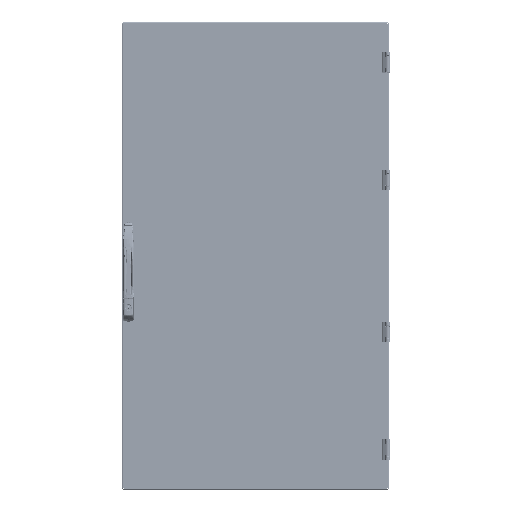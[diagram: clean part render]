
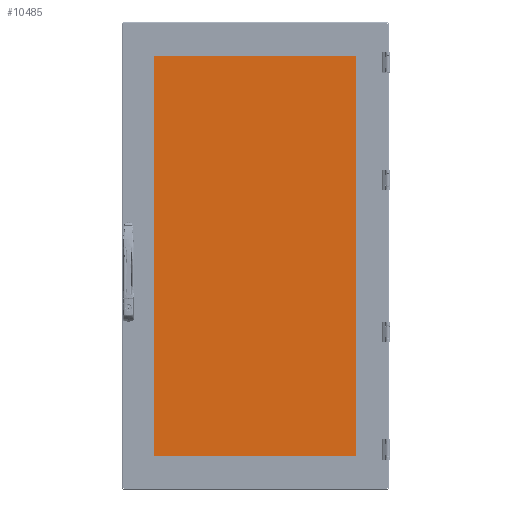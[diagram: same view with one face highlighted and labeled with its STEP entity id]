
A CAD part, top view. The second image highlights one B-rep face of the part: STEP entity #10485.
In plain terms, the highlighted planar face has unit normal (0, 0, 1).
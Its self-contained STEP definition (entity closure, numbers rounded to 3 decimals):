
#4599 = EDGE_LOOP ( 'NONE', ( #35804, #24160, #27297, #49165 ) ) ;
#5527 = DIRECTION ( 'NONE',  ( -1., 0., 0. ) ) ;
#6583 = VECTOR ( 'NONE', #55997, 1000. ) ;
#10485 = ADVANCED_FACE ( 'NONE', ( #74472 ), #52547, .F. ) ;
#14417 = VECTOR ( 'NONE', #58423, 1000. ) ;
#15163 = LINE ( 'NONE', #28925, #23459 ) ;
#15226 = CARTESIAN_POINT ( 'NONE',  ( 323.25, -611.05, 4. ) ) ;
#17332 = DIRECTION ( 'NONE',  ( 0., 0., -1. ) ) ;
#18402 = CARTESIAN_POINT ( 'NONE',  ( 323.25, -611.05, 4. ) ) ;
#23459 = VECTOR ( 'NONE', #29812, 1000. ) ;
#24160 = ORIENTED_EDGE ( 'NONE', *, *, #49530, .T. ) ;
#26010 = EDGE_CURVE ( 'NONE', #79457, #33215, #77887, .T. ) ;
#27297 = ORIENTED_EDGE ( 'NONE', *, *, #36808, .T. ) ;
#27972 = LINE ( 'NONE', #70018, #34413 ) ;
#28925 = CARTESIAN_POINT ( 'NONE',  ( -323.25, -611.05, 4. ) ) ;
#29812 = DIRECTION ( 'NONE',  ( 1., 0., 0. ) ) ;
#33215 = VERTEX_POINT ( 'NONE', #49969 ) ;
#34413 = VECTOR ( 'NONE', #5527, 1000. ) ;
#35804 = ORIENTED_EDGE ( 'NONE', *, *, #26010, .T. ) ;
#36808 = EDGE_CURVE ( 'NONE', #63228, #72913, #72122, .T. ) ;
#38804 = AXIS2_PLACEMENT_3D ( 'NONE', #53451, #17332, #81767 ) ;
#49165 = ORIENTED_EDGE ( 'NONE', *, *, #60746, .T. ) ;
#49530 = EDGE_CURVE ( 'NONE', #33215, #63228, #27972, .T. ) ;
#49969 = CARTESIAN_POINT ( 'NONE',  ( 323.25, 611.05, 4. ) ) ;
#51538 = CARTESIAN_POINT ( 'NONE',  ( -323.25, -611.05, 4. ) ) ;
#52547 = PLANE ( 'NONE',  #38804 ) ;
#52648 = CARTESIAN_POINT ( 'NONE',  ( -323.25, -611.05, 4. ) ) ;
#53451 = CARTESIAN_POINT ( 'NONE',  ( 0., 0., 4. ) ) ;
#55997 = DIRECTION ( 'NONE',  ( 0., 1., 0. ) ) ;
#58423 = DIRECTION ( 'NONE',  ( 0., -1., 0. ) ) ;
#60746 = EDGE_CURVE ( 'NONE', #72913, #79457, #15163, .T. ) ;
#61343 = CARTESIAN_POINT ( 'NONE',  ( -323.25, 611.05, 4. ) ) ;
#63228 = VERTEX_POINT ( 'NONE', #61343 ) ;
#70018 = CARTESIAN_POINT ( 'NONE',  ( -323.25, 611.05, 4. ) ) ;
#72122 = LINE ( 'NONE', #51538, #14417 ) ;
#72913 = VERTEX_POINT ( 'NONE', #52648 ) ;
#74472 = FACE_OUTER_BOUND ( 'NONE', #4599, .T. ) ;
#77887 = LINE ( 'NONE', #15226, #6583 ) ;
#79457 = VERTEX_POINT ( 'NONE', #18402 ) ;
#81767 = DIRECTION ( 'NONE',  ( -1., 0., 0. ) ) ;
